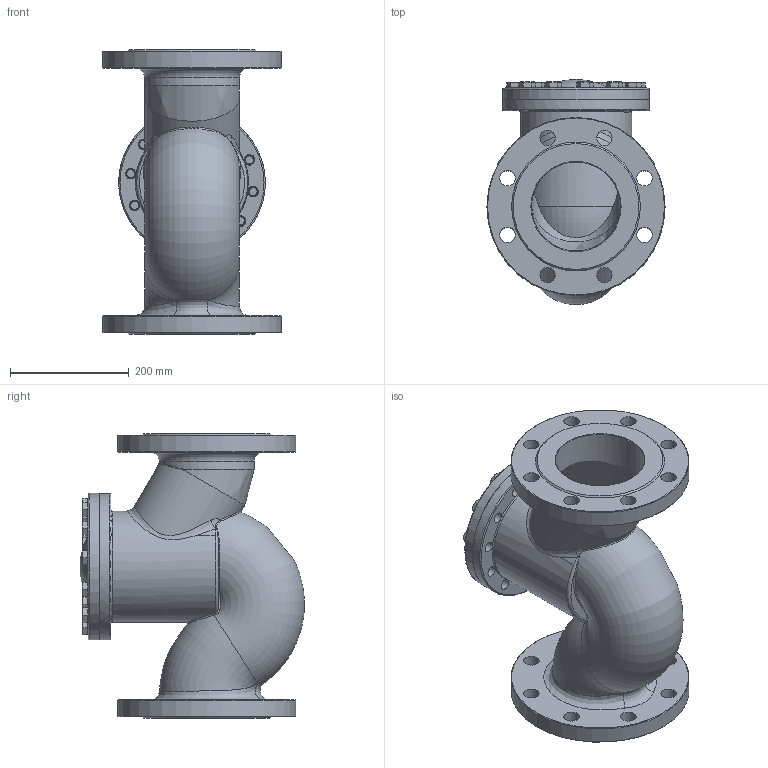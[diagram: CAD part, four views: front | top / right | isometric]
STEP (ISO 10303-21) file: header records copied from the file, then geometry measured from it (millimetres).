
FILE_DESCRIPTION(/* description */ (''),/* implementation_level */ '2;1');
FILE_NAME(/* name */ 'DN150_3D_STEP.stp',/* time_stamp */ '2025-12-02T01:00:51+03:00',/* author */ ('igorr'),/* organization */ (''),/* preprocessor_version */ 'ST-DEVELOPER v20',/* originating_system */ 'Autodesk Inventor 2025',/* authorisation */ '');
FILE_SCHEMA (('AUTOMOTIVE_DESIGN { 1 0 10303 214 3 1 1 }'));
Length unit declared in the file: millimetre
Products named in the file (3): Сборка1; Деталь1; AS 1110 - M16 x 25
Assembly tree (13 placements, depth 2):
  Сборка1
    Деталь1
    AS 1110 - M16 x 25  x12
Bounding box: 300 x 379.04 x 480 mm (x, y, z)
Volume: 10928842.9 mm3; surface area: 1098717.8 mm2
Topology: 13 solids, 13 shells, 469 faces, 1121 edges, 693 vertices
Faces by surface type: plane 232, cone 92, cylinder 87, bspline 43, torus 14, sphere 1
Full cylindrical faces by diameter (mm): 15 x1, 16 x12, 17.78 x24, 24 x12, 26 x16, 150 x3, 160 x2, 187.268 x1, 246.81 x2, 300 x2
Entity records: 9925 total; most frequent: CARTESIAN_POINT 4326, ORIENTED_EDGE 1116, DIRECTION 1043, EDGE_CURVE 558, AXIS2_PLACEMENT_3D 436, VERTEX_POINT 363, EDGE_LOOP 291, CIRCLE 242
